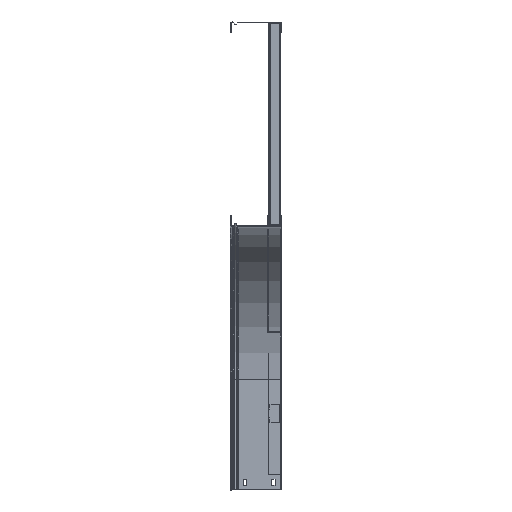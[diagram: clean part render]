
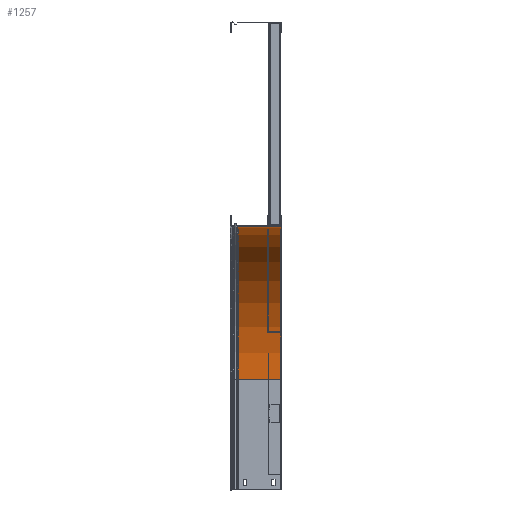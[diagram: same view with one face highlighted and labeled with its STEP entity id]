
A CAD part, left-side view. The second image highlights one B-rep face of the part: STEP entity #1257.
In plain terms, the highlighted cylindrical face has radius 300 mm (diameter 600 mm), a partial arc.
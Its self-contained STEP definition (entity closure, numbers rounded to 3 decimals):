
#13 = CIRCLE ( 'NONE', #4412, 300. ) ;
#704 = DIRECTION ( 'NONE',  ( 0., 1., 0. ) ) ;
#832 = CARTESIAN_POINT ( 'NONE',  ( 300., 2.2, 0. ) ) ;
#843 = EDGE_CURVE ( 'NONE', #9812, #4744, #4972, .T. ) ;
#1257 = ADVANCED_FACE ( 'NONE', ( #2924 ), #11157, .F. ) ;
#1309 = ORIENTED_EDGE ( 'NONE', *, *, #8854, .T. ) ;
#1351 = VECTOR ( 'NONE', #10484, 1000. ) ;
#1835 = LINE ( 'NONE', #11035, #4876 ) ;
#2924 = FACE_OUTER_BOUND ( 'NONE', #4220, .T. ) ;
#3020 = EDGE_CURVE ( 'NONE', #10084, #9812, #13, .T. ) ;
#3082 = CARTESIAN_POINT ( 'NONE',  ( 0., 85.525, -300. ) ) ;
#3109 = DIRECTION ( 'NONE',  ( 1., 0., 0. ) ) ;
#3126 = CARTESIAN_POINT ( 'NONE',  ( 300., 0., 0. ) ) ;
#4220 = EDGE_LOOP ( 'NONE', ( #7506, #1309, #5418, #5116 ) ) ;
#4412 = AXIS2_PLACEMENT_3D ( 'NONE', #8243, #9139, #3109 ) ;
#4548 = VERTEX_POINT ( 'NONE', #3082 ) ;
#4744 = VERTEX_POINT ( 'NONE', #10615 ) ;
#4876 = VECTOR ( 'NONE', #704, 1000. ) ;
#4972 = LINE ( 'NONE', #832, #1351 ) ;
#5110 = AXIS2_PLACEMENT_3D ( 'NONE', #8468, #7592, #6749 ) ;
#5116 = ORIENTED_EDGE ( 'NONE', *, *, #3020, .T. ) ;
#5129 = DIRECTION ( 'NONE',  ( 0., 1., 0. ) ) ;
#5418 = ORIENTED_EDGE ( 'NONE', *, *, #7392, .F. ) ;
#5601 = AXIS2_PLACEMENT_3D ( 'NONE', #10299, #5129, #8497 ) ;
#6749 = DIRECTION ( 'NONE',  ( 0., 0., 1. ) ) ;
#6862 = CARTESIAN_POINT ( 'NONE',  ( 0., 0., -300. ) ) ;
#6881 = CIRCLE ( 'NONE', #5601, 300. ) ;
#7392 = EDGE_CURVE ( 'NONE', #10084, #4548, #1835, .T. ) ;
#7506 = ORIENTED_EDGE ( 'NONE', *, *, #843, .T. ) ;
#7592 = DIRECTION ( 'NONE',  ( 0., 1., 0. ) ) ;
#8243 = CARTESIAN_POINT ( 'NONE',  ( 0., 0., 0. ) ) ;
#8468 = CARTESIAN_POINT ( 'NONE',  ( 0., 0., 0. ) ) ;
#8497 = DIRECTION ( 'NONE',  ( 0., 0., 1. ) ) ;
#8854 = EDGE_CURVE ( 'NONE', #4744, #4548, #6881, .T. ) ;
#9139 = DIRECTION ( 'NONE',  ( 0., -1., 0. ) ) ;
#9812 = VERTEX_POINT ( 'NONE', #3126 ) ;
#10084 = VERTEX_POINT ( 'NONE', #6862 ) ;
#10299 = CARTESIAN_POINT ( 'NONE',  ( 0., 85.525, 0. ) ) ;
#10484 = DIRECTION ( 'NONE',  ( 0., 1., 0. ) ) ;
#10615 = CARTESIAN_POINT ( 'NONE',  ( 300., 85.525, 0. ) ) ;
#11035 = CARTESIAN_POINT ( 'NONE',  ( 0., 2.2, -300. ) ) ;
#11157 = CYLINDRICAL_SURFACE ( 'NONE', #5110, 300. ) ;
